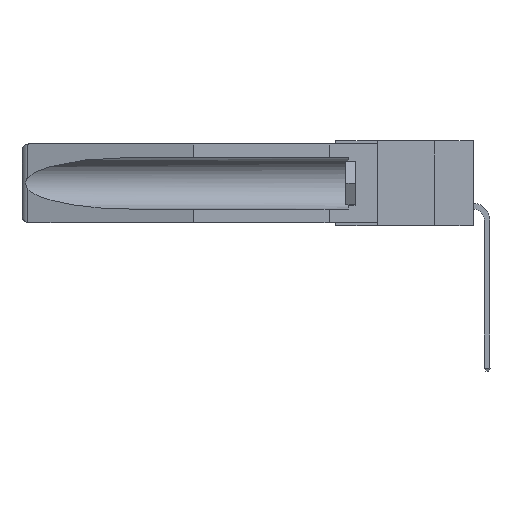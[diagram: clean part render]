
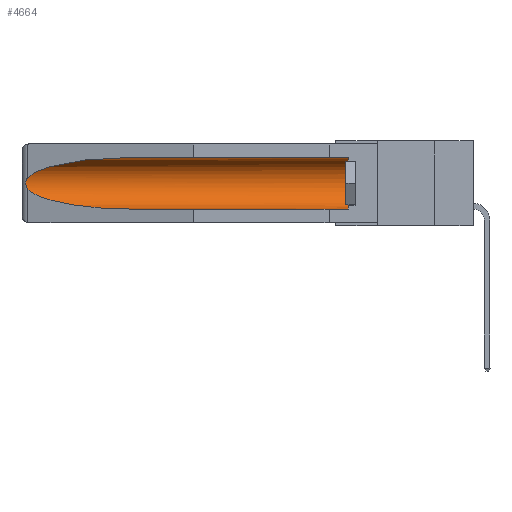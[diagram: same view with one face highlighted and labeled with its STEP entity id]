
A CAD part, left-side view. The second image highlights one B-rep face of the part: STEP entity #4664.
In plain terms, the highlighted cylindrical face has radius 2.857 mm (diameter 5.715 mm), a partial arc.
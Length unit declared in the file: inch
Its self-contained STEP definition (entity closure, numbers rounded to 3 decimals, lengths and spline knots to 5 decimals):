
#300 = ORIENTED_EDGE ( 'NONE', *, *, #5590, .T. ) ;
#444 =( BOUNDED_CURVE ( )  B_SPLINE_CURVE ( 3, ( #12991, #17618, #9977, #11632 ),
 .UNSPECIFIED., .F., .F. ) 
 B_SPLINE_CURVE_WITH_KNOTS ( ( 4, 4 ),
 ( 0.1948, 1.5708 ),
 .UNSPECIFIED. ) 
 CURVE ( )  GEOMETRIC_REPRESENTATION_ITEM ( )  RATIONAL_B_SPLINE_CURVE ( ( 1., 0.848, 0.848, 1. ) ) 
 REPRESENTATION_ITEM ( '' )  );
#591 = VERTEX_POINT ( 'NONE', #2689 ) ;
#712 = CARTESIAN_POINT ( 'NONE',  ( 0.155, 0.126, -0.059 ) ) ;
#1715 = CARTESIAN_POINT ( 'NONE',  ( 0.155, 1.07973, -0.059 ) ) ;
#1881 = CARTESIAN_POINT ( 'NONE',  ( 0.155, 0.126, -0.284 ) ) ;
#2533 = AXIS2_PLACEMENT_3D ( 'NONE', #3129, #10776, #9368 ) ;
#2689 = CARTESIAN_POINT ( 'NONE',  ( 0.26537, 1.52718, -0.14972 ) ) ;
#2755 = EDGE_CURVE ( 'NONE', #15275, #5395, #444, .T. ) ;
#3129 = CARTESIAN_POINT ( 'NONE',  ( 0.155, -0.30754, -0.1715 ) ) ;
#4664 = ADVANCED_FACE ( 'NONE', ( #5787 ), #13202, .F. ) ;
#4676 = LINE ( 'NONE', #17099, #13808 ) ;
#5160 = B_SPLINE_CURVE_WITH_KNOTS ( 'NONE', 3,
 ( #19676, #12287, #18131, #7642, #16656, #9034, #7772, #13703, #8068, #10558 ),
 .UNSPECIFIED., .F., .F.,
 ( 4, 2, 2, 2, 4 ),
 ( 0., 0.00029, 0.00058, 0.00087, 0.00117 ),
 .UNSPECIFIED. ) ;
#5395 = VERTEX_POINT ( 'NONE', #10376 ) ;
#5590 = EDGE_CURVE ( 'NONE', #15837, #591, #17069, .T. ) ;
#5787 = FACE_OUTER_BOUND ( 'NONE', #15312, .T. ) ;
#6699 = CARTESIAN_POINT ( 'NONE',  ( 0.21114, 1.30732, -0.059 ) ) ;
#7642 = CARTESIAN_POINT ( 'NONE',  ( 0.2673, 1.5327, -0.16383 ) ) ;
#7772 = CARTESIAN_POINT ( 'NONE',  ( 0.2673, 1.53269, -0.17917 ) ) ;
#8068 = CARTESIAN_POINT ( 'NONE',  ( 0.26597, 1.5296, -0.19026 ) ) ;
#8757 = VECTOR ( 'NONE', #10179, 39.37008 ) ;
#9034 = CARTESIAN_POINT ( 'NONE',  ( 0.2675, 1.53308, -0.17534 ) ) ;
#9304 = EDGE_CURVE ( 'NONE', #18767, #15837, #15176, .T. ) ;
#9368 = DIRECTION ( 'NONE',  ( 0., 0., 1. ) ) ;
#9737 = EDGE_CURVE ( 'NONE', #591, #15275, #5160, .T. ) ;
#9875 = CARTESIAN_POINT ( 'NONE',  ( 0.26537, 1.52718, -0.14972 ) ) ;
#9934 = ORIENTED_EDGE ( 'NONE', *, *, #15938, .T. ) ;
#9977 = CARTESIAN_POINT ( 'NONE',  ( 0.21114, 1.30732, -0.284 ) ) ;
#10179 = DIRECTION ( 'NONE',  ( 0., 1., 0. ) ) ;
#10376 = CARTESIAN_POINT ( 'NONE',  ( 0.155, 1.07973, -0.284 ) ) ;
#10408 = DIRECTION ( 'NONE',  ( 0., 1., 0. ) ) ;
#10558 = CARTESIAN_POINT ( 'NONE',  ( 0.26537, 1.52718, -0.19328 ) ) ;
#10776 = DIRECTION ( 'NONE',  ( 0., 1., 0. ) ) ;
#10875 = DIRECTION ( 'NONE',  ( 0., -1., 0. ) ) ;
#11280 = CARTESIAN_POINT ( 'NONE',  ( 0.25451, 1.48313, -0.09465 ) ) ;
#11632 = CARTESIAN_POINT ( 'NONE',  ( 0.155, 1.07973, -0.284 ) ) ;
#12287 = CARTESIAN_POINT ( 'NONE',  ( 0.26597, 1.52961, -0.15275 ) ) ;
#12991 = CARTESIAN_POINT ( 'NONE',  ( 0.26537, 1.52718, -0.19328 ) ) ;
#13039 = CIRCLE ( 'NONE', #19386, 0.1125 ) ;
#13202 = CYLINDRICAL_SURFACE ( 'NONE', #2533, 0.1125 ) ;
#13384 = CARTESIAN_POINT ( 'NONE',  ( 0.155, -0.30754, -0.059 ) ) ;
#13703 = CARTESIAN_POINT ( 'NONE',  ( 0.26655, 1.53094, -0.18657 ) ) ;
#13808 = VECTOR ( 'NONE', #10408, 39.37008 ) ;
#13821 = CARTESIAN_POINT ( 'NONE',  ( 0.155, 1.07973, -0.059 ) ) ;
#14628 = ORIENTED_EDGE ( 'NONE', *, *, #9304, .T. ) ;
#14933 = ORIENTED_EDGE ( 'NONE', *, *, #15092, .F. ) ;
#15092 = EDGE_CURVE ( 'NONE', #15328, #5395, #4676, .T. ) ;
#15176 = LINE ( 'NONE', #13384, #8757 ) ;
#15275 = VERTEX_POINT ( 'NONE', #18760 ) ;
#15312 = EDGE_LOOP ( 'NONE', ( #300, #17040, #15547, #14933, #9934, #14628 ) ) ;
#15328 = VERTEX_POINT ( 'NONE', #1881 ) ;
#15547 = ORIENTED_EDGE ( 'NONE', *, *, #2755, .T. ) ;
#15711 = CARTESIAN_POINT ( 'NONE',  ( 0.155, 0.126, -0.1715 ) ) ;
#15837 = VERTEX_POINT ( 'NONE', #13821 ) ;
#15938 = EDGE_CURVE ( 'NONE', #15328, #18767, #13039, .T. ) ;
#16656 = CARTESIAN_POINT ( 'NONE',  ( 0.2675, 1.53308, -0.16763 ) ) ;
#17040 = ORIENTED_EDGE ( 'NONE', *, *, #9737, .T. ) ;
#17069 =( BOUNDED_CURVE ( )  B_SPLINE_CURVE ( 3, ( #1715, #6699, #11280, #9875 ),
 .UNSPECIFIED., .F., .F. ) 
 B_SPLINE_CURVE_WITH_KNOTS ( ( 4, 4 ),
 ( 4.71239, 6.08839 ),
 .UNSPECIFIED. ) 
 CURVE ( )  GEOMETRIC_REPRESENTATION_ITEM ( )  RATIONAL_B_SPLINE_CURVE ( ( 1., 0.848, 0.848, 1. ) ) 
 REPRESENTATION_ITEM ( '' )  );
#17099 = CARTESIAN_POINT ( 'NONE',  ( 0.155, -0.30754, -0.284 ) ) ;
#17618 = CARTESIAN_POINT ( 'NONE',  ( 0.25451, 1.48313, -0.24835 ) ) ;
#18131 = CARTESIAN_POINT ( 'NONE',  ( 0.26654, 1.53092, -0.15636 ) ) ;
#18445 = DIRECTION ( 'NONE',  ( 0., 0., 1. ) ) ;
#18760 = CARTESIAN_POINT ( 'NONE',  ( 0.26537, 1.52718, -0.19328 ) ) ;
#18767 = VERTEX_POINT ( 'NONE', #712 ) ;
#19386 = AXIS2_PLACEMENT_3D ( 'NONE', #15711, #10875, #18445 ) ;
#19676 = CARTESIAN_POINT ( 'NONE',  ( 0.26537, 1.52718, -0.14972 ) ) ;
